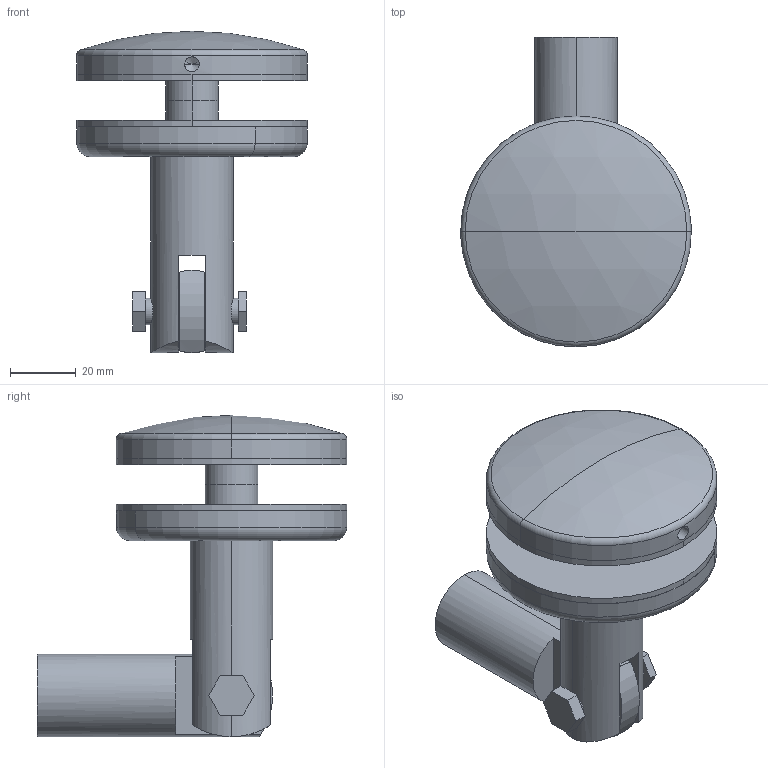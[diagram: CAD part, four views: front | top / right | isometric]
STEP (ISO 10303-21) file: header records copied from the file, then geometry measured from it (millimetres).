
FILE_DESCRIPTION (( 'STEP AP203' ), '1' );
FILE_NAME ('A14_70-R.STEP', '2022-03-29T15:56:21', ( '' ), ( '' ), 'SwSTEP 2.0', 'SolidWorks 2019', '' );
FILE_SCHEMA (( 'CONFIG_CONTROL_DESIGN' ));
Length unit declared in the file: millimetre
Products named in the file (10): A14_70-R P8; A14_70-R P4; Skrutka DIN 913_SKRUTKA M10X50; A14_70-R P3; A14_70-R P9; A14_70-R P6; A14_70-R P5; A14_70-R P7; A14_70-R; A14_70-R P2
Assembly tree (11 placements, depth 2):
  A14_70-R
    A14_70-R P2
    A14_70-R P3
    A14_70-R P4
    A14_70-R P5
    A14_70-R P6
    A14_70-R P7
    A14_70-R P8  x2
    A14_70-R P9  x2
    Skrutka DIN 913_SKRUTKA M10X50
Bounding box: 70 x 94.01 x 97.51 mm (x, y, z)
Volume: 136406.9 mm3; surface area: 54877.7 mm2
Topology: 11 solids, 11 shells, 126 faces, 280 edges, 175 vertices
Faces by surface type: cylinder 57, plane 49, cone 14, torus 4, sphere 2
Entity records: 4542 total; most frequent: CARTESIAN_POINT 835, DIRECTION 588, ORIENTED_EDGE 496, EDGE_CURVE 248, AXIS2_PLACEMENT_3D 230, VERTEX_POINT 159, EDGE_LOOP 133, LINE 128
